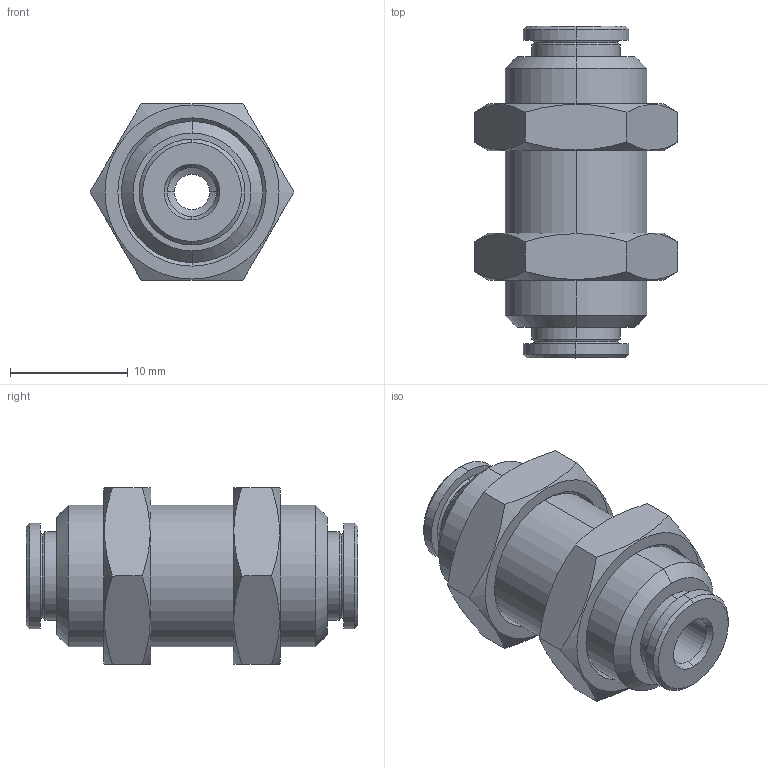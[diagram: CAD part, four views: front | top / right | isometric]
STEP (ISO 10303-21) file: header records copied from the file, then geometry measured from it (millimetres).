
FILE_DESCRIPTION (( 'STEP AP203' ), '1' );
FILE_NAME ('X0170010.STEP', '2010-10-26T07:51:29', ( '' ), ( 'sopra-pneumatic' ), 'SwSTEP 2.0', 'SolidWorks 2009', '' );
FILE_SCHEMA (( 'CONFIG_CONTROL_DESIGN' ));
Length unit declared in the file: millimetre
Products named in the file (1): X0170010
Bounding box: 17.32 x 28.21 x 15 mm (x, y, z)
Volume: 3091.9 mm3; surface area: 2054.7 mm2
Topology: 1 solids, 1 shells, 82 faces, 188 edges, 116 vertices
Faces by surface type: cone 32, plane 22, cylinder 20, torus 8
Entity records: 2593 total; most frequent: CARTESIAN_POINT 643, DIRECTION 414, ORIENTED_EDGE 376, EDGE_CURVE 188, AXIS2_PLACEMENT_3D 175, VERTEX_POINT 116, EDGE_LOOP 92, CIRCLE 92
